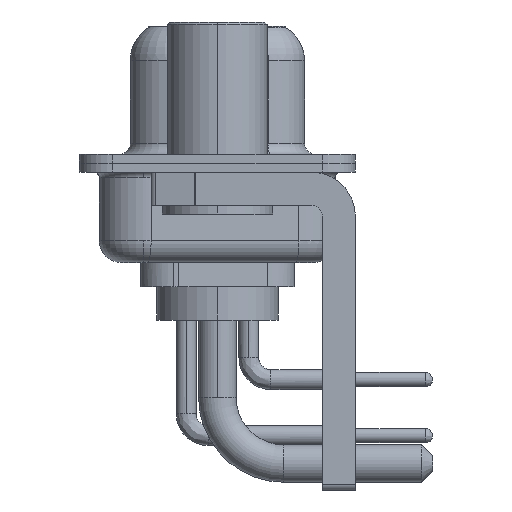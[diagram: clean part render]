
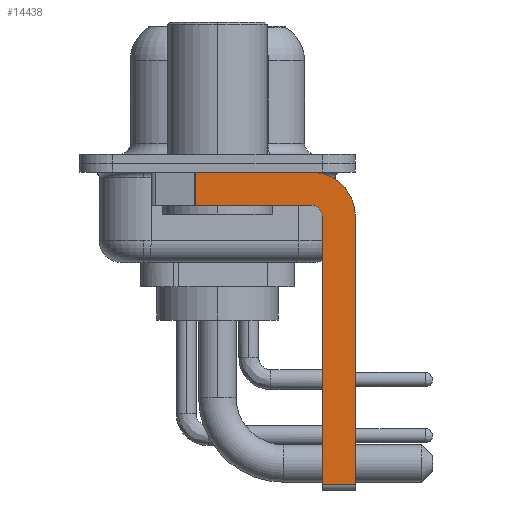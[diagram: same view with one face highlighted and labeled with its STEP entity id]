
A CAD part, left-side view. The second image highlights one B-rep face of the part: STEP entity #14438.
In plain terms, the highlighted planar face has unit normal (-1, 0, 0).
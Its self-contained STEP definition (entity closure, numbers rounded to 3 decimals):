
#589 = VERTEX_POINT ( 'NONE', #16536 ) ;
#655 = VERTEX_POINT ( 'NONE', #23035 ) ;
#662 = DIRECTION ( 'NONE',  ( 0., 0., -1. ) ) ;
#831 = CARTESIAN_POINT ( 'NONE',  ( -2.9, -6.25, -14.55 ) ) ;
#1072 = EDGE_CURVE ( 'NONE', #2706, #18568, #18814, .T. ) ;
#1487 = VECTOR ( 'NONE', #7351, 1000. ) ;
#1572 = CARTESIAN_POINT ( 'NONE',  ( -2.9, -6.25, -2.4 ) ) ;
#2394 = AXIS2_PLACEMENT_3D ( 'NONE', #26533, #25602, #22395 ) ;
#2410 = LINE ( 'NONE', #17197, #9787 ) ;
#2461 = CARTESIAN_POINT ( 'NONE',  ( -2.9, -4.25, -2.4 ) ) ;
#2706 = VERTEX_POINT ( 'NONE', #22236 ) ;
#3379 = EDGE_CURVE ( 'NONE', #12705, #589, #26545, .T. ) ;
#3567 = PLANE ( 'NONE',  #11456 ) ;
#4678 = CARTESIAN_POINT ( 'NONE',  ( -2.9, 3., -0.4 ) ) ;
#4937 = ORIENTED_EDGE ( 'NONE', *, *, #24888, .F. ) ;
#5618 = CARTESIAN_POINT ( 'NONE',  ( -2.9, -4.75, -14.55 ) ) ;
#5912 = ORIENTED_EDGE ( 'NONE', *, *, #13381, .T. ) ;
#6798 = ORIENTED_EDGE ( 'NONE', *, *, #19908, .F. ) ;
#6821 = CARTESIAN_POINT ( 'NONE',  ( -2.9, 0.978, -1.9 ) ) ;
#6998 = CARTESIAN_POINT ( 'NONE',  ( -2.9, -4.75, -14.8 ) ) ;
#7228 = CIRCLE ( 'NONE', #2394, 0.5 ) ;
#7351 = DIRECTION ( 'NONE',  ( 0., 0., -1. ) ) ;
#7842 = DIRECTION ( 'NONE',  ( 0., 0., -1. ) ) ;
#8125 = CARTESIAN_POINT ( 'NONE',  ( -2.9, -4.75, -2.4 ) ) ;
#8449 = ORIENTED_EDGE ( 'NONE', *, *, #17575, .F. ) ;
#8574 = DIRECTION ( 'NONE',  ( 0., 1., 0. ) ) ;
#9572 = LINE ( 'NONE', #1572, #1487 ) ;
#9787 = VECTOR ( 'NONE', #23838, 1000. ) ;
#9920 = CARTESIAN_POINT ( 'NONE',  ( -2.9, -4.25, -2.4 ) ) ;
#11456 = AXIS2_PLACEMENT_3D ( 'NONE', #9920, #18368, #7842 ) ;
#11848 = VECTOR ( 'NONE', #8574, 1000. ) ;
#11936 = VERTEX_POINT ( 'NONE', #5618 ) ;
#12705 = VERTEX_POINT ( 'NONE', #21607 ) ;
#12736 = ORIENTED_EDGE ( 'NONE', *, *, #1072, .F. ) ;
#12845 = VERTEX_POINT ( 'NONE', #8125 ) ;
#13381 = EDGE_CURVE ( 'NONE', #655, #18568, #25643, .T. ) ;
#13498 = LINE ( 'NONE', #6998, #20890 ) ;
#13596 = ORIENTED_EDGE ( 'NONE', *, *, #17633, .F. ) ;
#14141 = ORIENTED_EDGE ( 'NONE', *, *, #24821, .T. ) ;
#14438 = ADVANCED_FACE ( 'NONE', ( #26664 ), #3567, .F. ) ;
#14607 = AXIS2_PLACEMENT_3D ( 'NONE', #2461, #21681, #662 ) ;
#14715 = DIRECTION ( 'NONE',  ( 0., 0., -1. ) ) ;
#16427 = VECTOR ( 'NONE', #25835, 1000. ) ;
#16536 = CARTESIAN_POINT ( 'NONE',  ( -2.9, -6.25, -2.4 ) ) ;
#16756 = ORIENTED_EDGE ( 'NONE', *, *, #3379, .F. ) ;
#16841 = EDGE_LOOP ( 'NONE', ( #13596, #5912, #12736, #6798, #8449, #14141, #4937, #16756 ) ) ;
#17197 = CARTESIAN_POINT ( 'NONE',  ( -2.9, -4.25, -14.55 ) ) ;
#17575 = EDGE_CURVE ( 'NONE', #11936, #12845, #13498, .T. ) ;
#17633 = EDGE_CURVE ( 'NONE', #655, #12705, #23636, .T. ) ;
#18368 = DIRECTION ( 'NONE',  ( 1., 0., 0. ) ) ;
#18568 = VERTEX_POINT ( 'NONE', #19613 ) ;
#18814 = LINE ( 'NONE', #19084, #11848 ) ;
#19084 = CARTESIAN_POINT ( 'NONE',  ( -2.9, -4.25, -1.9 ) ) ;
#19613 = CARTESIAN_POINT ( 'NONE',  ( -2.9, 0.978, -1.9 ) ) ;
#19908 = EDGE_CURVE ( 'NONE', #12845, #2706, #7228, .T. ) ;
#20890 = VECTOR ( 'NONE', #21969, 1000. ) ;
#21607 = CARTESIAN_POINT ( 'NONE',  ( -2.9, -4.25, -0.4 ) ) ;
#21681 = DIRECTION ( 'NONE',  ( 1., 0., 0. ) ) ;
#21969 = DIRECTION ( 'NONE',  ( 0., 0., 1. ) ) ;
#22179 = VERTEX_POINT ( 'NONE', #831 ) ;
#22236 = CARTESIAN_POINT ( 'NONE',  ( -2.9, -4.25, -1.9 ) ) ;
#22395 = DIRECTION ( 'NONE',  ( 0., 0., 1. ) ) ;
#23035 = CARTESIAN_POINT ( 'NONE',  ( -2.9, 0.978, -0.4 ) ) ;
#23636 = LINE ( 'NONE', #4678, #16427 ) ;
#23838 = DIRECTION ( 'NONE',  ( 0., -1., 0. ) ) ;
#24821 = EDGE_CURVE ( 'NONE', #11936, #22179, #2410, .T. ) ;
#24888 = EDGE_CURVE ( 'NONE', #589, #22179, #9572, .T. ) ;
#25602 = DIRECTION ( 'NONE',  ( -1., 0., 0. ) ) ;
#25643 = LINE ( 'NONE', #6821, #26442 ) ;
#25835 = DIRECTION ( 'NONE',  ( 0., -1., 0. ) ) ;
#26442 = VECTOR ( 'NONE', #14715, 1000. ) ;
#26533 = CARTESIAN_POINT ( 'NONE',  ( -2.9, -4.25, -2.4 ) ) ;
#26545 = CIRCLE ( 'NONE', #14607, 2. ) ;
#26664 = FACE_OUTER_BOUND ( 'NONE', #16841, .T. ) ;
